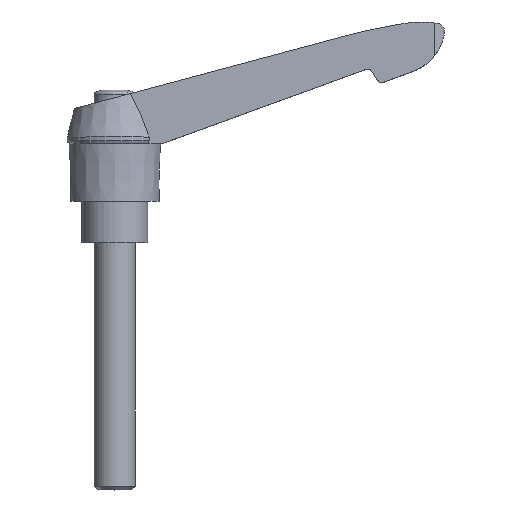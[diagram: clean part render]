
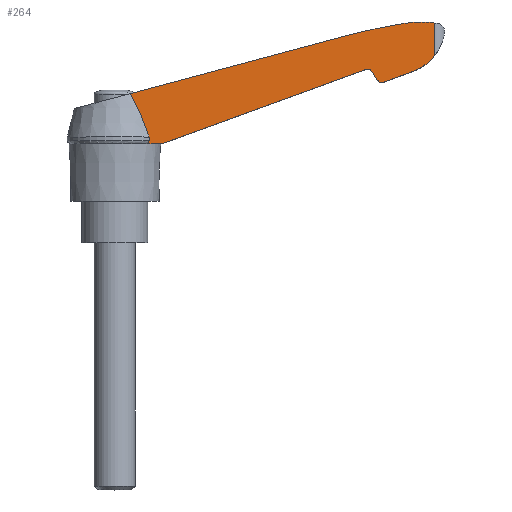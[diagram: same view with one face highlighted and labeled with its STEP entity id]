
A CAD part, top view. The second image highlights one B-rep face of the part: STEP entity #264.
In plain terms, the highlighted planar face has unit normal (0.034, 0, 0.999).
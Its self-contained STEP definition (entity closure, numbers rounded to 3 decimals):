
#264 = ADVANCED_FACE( '', ( #534 ), #535, .F. );
#534 = FACE_OUTER_BOUND( '', #803, .T. );
#535 = PLANE( '', #804 );
#803 = EDGE_LOOP( '', ( #1549, #1550, #1551, #1552, #1553, #1554, #1555, #1556, #1557, #1558, #1559, #1560, #1561, #1562, #1563 ) );
#804 = AXIS2_PLACEMENT_3D( '', #1564, #1565, #1566 );
#1549 = ORIENTED_EDGE( '', *, *, #1702, .F. );
#1550 = ORIENTED_EDGE( '', *, *, #1712, .T. );
#1551 = ORIENTED_EDGE( '', *, *, #1833, .F. );
#1552 = ORIENTED_EDGE( '', *, *, #1675, .F. );
#1553 = ORIENTED_EDGE( '', *, *, #1804, .T. );
#1554 = ORIENTED_EDGE( '', *, *, #1894, .F. );
#1555 = ORIENTED_EDGE( '', *, *, #1800, .F. );
#1556 = ORIENTED_EDGE( '', *, *, #1728, .F. );
#1557 = ORIENTED_EDGE( '', *, *, #1757, .F. );
#1558 = ORIENTED_EDGE( '', *, *, #1660, .F. );
#1559 = ORIENTED_EDGE( '', *, *, #1884, .F. );
#1560 = ORIENTED_EDGE( '', *, *, #1808, .F. );
#1561 = ORIENTED_EDGE( '', *, *, #1900, .F. );
#1562 = ORIENTED_EDGE( '', *, *, #1771, .F. );
#1563 = ORIENTED_EDGE( '', *, *, #1699, .F. );
#1564 = CARTESIAN_POINT( '', ( 0., 58.5, 8.22 ) );
#1565 = DIRECTION( '', ( -0.034, 0., -0.999 ) );
#1566 = DIRECTION( '', ( -0.999, 0., 0.034 ) );
#1660 = EDGE_CURVE( '', #2012, #2014, #2015, .T. );
#1675 = EDGE_CURVE( '', #2038, #2040, #2041, .T. );
#1699 = EDGE_CURVE( '', #2079, #2077, #2081, .T. );
#1702 = EDGE_CURVE( '', #2083, #2079, #2085, .T. );
#1712 = EDGE_CURVE( '', #2083, #2101, #2102, .T. );
#1728 = EDGE_CURVE( '', #2125, #2109, #2127, .T. );
#1757 = EDGE_CURVE( '', #2014, #2125, #2169, .T. );
#1771 = EDGE_CURVE( '', #2077, #2188, #2189, .T. );
#1800 = EDGE_CURVE( '', #2109, #2223, #2229, .T. );
#1804 = EDGE_CURVE( '', #2038, #2233, #2235, .T. );
#1808 = EDGE_CURVE( '', #2239, #2237, #2241, .T. );
#1833 = EDGE_CURVE( '', #2040, #2101, #2273, .T. );
#1884 = EDGE_CURVE( '', #2237, #2012, #2338, .T. );
#1894 = EDGE_CURVE( '', #2223, #2233, #2348, .T. );
#1900 = EDGE_CURVE( '', #2188, #2239, #2354, .T. );
#2012 = VERTEX_POINT( '', #2523 );
#2014 = VERTEX_POINT( '', #2528 );
#2015 = LINE( '', #2529, #2530 );
#2038 = VERTEX_POINT( '', #2580 );
#2040 = VERTEX_POINT( '', #2583 );
#2041 = LINE( '', #2584, #2585 );
#2077 = VERTEX_POINT( '', #2634 );
#2079 = VERTEX_POINT( '', #2636 );
#2081 = B_SPLINE_CURVE_WITH_KNOTS( '', 3, ( #2638, #2639, #2640, #2641, #2642, #2643, #2644, #2645, #2646, #2647 ), .UNSPECIFIED., .F., .F., ( 4, 2, 2, 2, 4 ), ( 0., 0.006, 0.009, 0.01, 0.012 ), .UNSPECIFIED. );
#2083 = VERTEX_POINT( '', #2649 );
#2085 = LINE( '', #2651, #2652 );
#2101 = VERTEX_POINT( '', #2672 );
#2102 = B_SPLINE_CURVE_WITH_KNOTS( '', 3, ( #2673, #2674, #2675, #2676, #2677, #2678 ), .UNSPECIFIED., .F., .F., ( 4, 2, 4 ), ( 0., 0., 0.001 ), .UNSPECIFIED. );
#2109 = VERTEX_POINT( '', #2695 );
#2125 = VERTEX_POINT( '', #2717 );
#2127 = LINE( '', #2720, #2721 );
#2169 = ELLIPSE( '', #2799, 12.007, 12. );
#2188 = VERTEX_POINT( '', #2837 );
#2189 = LINE( '', #2838, #2839 );
#2223 = VERTEX_POINT( '', #2903 );
#2229 = ELLIPSE( '', #2913, 1.201, 1.2 );
#2233 = VERTEX_POINT( '', #2917 );
#2235 = ELLIPSE( '', #2920, 0.8, 0.8 );
#2237 = VERTEX_POINT( '', #2922 );
#2239 = VERTEX_POINT( '', #2925 );
#2241 = ELLIPSE( '', #2928, 30.017, 30. );
#2273 = LINE( '', #2969, #2970 );
#2338 = ELLIPSE( '', #3059, 36.021, 36. );
#2348 = LINE( '', #3073, #3074 );
#2354 = ELLIPSE( '', #3081, 157.091, 157. );
#2523 = CARTESIAN_POINT( '', ( 77.585, 53.244, 5.582 ) );
#2528 = CARTESIAN_POINT( '', ( 77.585, 45.336, 5.582 ) );
#2529 = CARTESIAN_POINT( '', ( 77.585, 58.5, 5.582 ) );
#2530 = VECTOR( '', #3172, 1000. );
#2580 = CARTESIAN_POINT( '', ( 61.169, 42.042, 6.14 ) );
#2583 = CARTESIAN_POINT( '', ( 11.6, 24., 7.825 ) );
#2584 = CARTESIAN_POINT( '', ( 11.49, 23.96, 7.829 ) );
#2585 = VECTOR( '', #3185, 1000. );
#2634 = CARTESIAN_POINT( '', ( 3.725, 36.121, 8.093 ) );
#2636 = CARTESIAN_POINT( '', ( 8.322, 25.6, 7.937 ) );
#2638 = CARTESIAN_POINT( '', ( 8.322, 25.6, 7.937 ) );
#2639 = CARTESIAN_POINT( '', ( 7.686, 27.409, 7.958 ) );
#2640 = CARTESIAN_POINT( '', ( 7.019, 29.207, 7.981 ) );
#2641 = CARTESIAN_POINT( '', ( 5.912, 31.861, 8.019 ) );
#2642 = CARTESIAN_POINT( '', ( 5.526, 32.738, 8.032 ) );
#2643 = CARTESIAN_POINT( '', ( 4.898, 34.032, 8.053 ) );
#2644 = CARTESIAN_POINT( '', ( 4.68, 34.459, 8.06 ) );
#2645 = CARTESIAN_POINT( '', ( 4.223, 35.301, 8.076 ) );
#2646 = CARTESIAN_POINT( '', ( 3.982, 35.717, 8.084 ) );
#2647 = CARTESIAN_POINT( '', ( 3.725, 36.121, 8.093 ) );
#2649 = CARTESIAN_POINT( '', ( 8.322, 24.664, 7.937 ) );
#2651 = CARTESIAN_POINT( '', ( 8.322, 72.299, 7.937 ) );
#2652 = VECTOR( '', #3220, 1000. );
#2672 = CARTESIAN_POINT( '', ( 7.764, 24., 7.956 ) );
#2673 = CARTESIAN_POINT( '', ( 8.322, 24.664, 7.937 ) );
#2674 = CARTESIAN_POINT( '', ( 8.276, 24.522, 7.938 ) );
#2675 = CARTESIAN_POINT( '', ( 8.2, 24.396, 7.941 ) );
#2676 = CARTESIAN_POINT( '', ( 8.005, 24.172, 7.947 ) );
#2677 = CARTESIAN_POINT( '', ( 7.89, 24.079, 7.951 ) );
#2678 = CARTESIAN_POINT( '', ( 7.764, 24., 7.956 ) );
#2695 = CARTESIAN_POINT( '', ( 65.173, 38.89, 6.004 ) );
#2717 = CARTESIAN_POINT( '', ( 73., 41.739, 5.738 ) );
#2720 = CARTESIAN_POINT( '', ( 65.008, 38.83, 6.01 ) );
#2721 = VECTOR( '', #3254, 1000. );
#2799 = AXIS2_PLACEMENT_3D( '', #3292, #3293, #3294 );
#2837 = CARTESIAN_POINT( '', ( 56.5, 50.262, 6.299 ) );
#2838 = CARTESIAN_POINT( '', ( 56.335, 50.217, 6.304 ) );
#2839 = VECTOR( '', #3307, 1000. );
#2903 = CARTESIAN_POINT( '', ( 63.777, 39.333, 6.051 ) );
#2913 = AXIS2_PLACEMENT_3D( '', #3341, #3342, #3343 );
#2917 = CARTESIAN_POINT( '', ( 62.1, 41.746, 6.109 ) );
#2920 = AXIS2_PLACEMENT_3D( '', #3348, #3349, #3350 );
#2922 = CARTESIAN_POINT( '', ( 74.8, 53.5, 5.677 ) );
#2925 = CARTESIAN_POINT( '', ( 69.3, 53., 5.864 ) );
#2928 = AXIS2_PLACEMENT_3D( '', #3353, #3354, #3355 );
#2969 = CARTESIAN_POINT( '', ( -0.111, 24., 8.223 ) );
#2970 = VECTOR( '', #3377, 1000. );
#3059 = AXIS2_PLACEMENT_3D( '', #3426, #3427, #3428 );
#3073 = CARTESIAN_POINT( '', ( 62.04, 41.832, 6.111 ) );
#3074 = VECTOR( '', #3436, 1000. );
#3081 = AXIS2_PLACEMENT_3D( '', #3441, #3442, #3443 );
#3172 = DIRECTION( '', ( 0., -1., 0. ) );
#3185 = DIRECTION( '', ( -0.939, -0.342, 0.032 ) );
#3220 = DIRECTION( '', ( 0., 1., 0. ) );
#3254 = DIRECTION( '', ( -0.939, -0.342, 0.032 ) );
#3292 = CARTESIAN_POINT( '', ( 68.107, 52.696, 5.904 ) );
#3293 = DIRECTION( '', ( -0.034, 0., -0.999 ) );
#3294 = DIRECTION( '', ( 0.999, 0., -0.034 ) );
#3307 = DIRECTION( '', ( 0.965, 0.259, -0.033 ) );
#3341 = CARTESIAN_POINT( '', ( 64.762, 40.018, 6.018 ) );
#3342 = DIRECTION( '', ( -0.034, 0., -0.999 ) );
#3343 = DIRECTION( '', ( 0.999, 0., -0.034 ) );
#3348 = CARTESIAN_POINT( '', ( 61.443, 41.29, 6.131 ) );
#3349 = DIRECTION( '', ( -0.034, 0., -0.999 ) );
#3350 = DIRECTION( '', ( 0.999, 0., -0.034 ) );
#3353 = CARTESIAN_POINT( '', ( 74.755, 23.5, 5.678 ) );
#3354 = DIRECTION( '', ( -0.034, 0., -0.999 ) );
#3355 = DIRECTION( '', ( 0.999, 0., -0.034 ) );
#3377 = DIRECTION( '', ( -0.999, 0., 0.034 ) );
#3426 = CARTESIAN_POINT( '', ( 72.905, 17.55, 5.741 ) );
#3427 = DIRECTION( '', ( -0.034, 0., -0.999 ) );
#3428 = DIRECTION( '', ( 0.999, 0., -0.034 ) );
#3436 = DIRECTION( '', ( -0.571, 0.821, 0.019 ) );
#3441 = CARTESIAN_POINT( '', ( 95.717, -101.762, 4.966 ) );
#3442 = DIRECTION( '', ( -0.034, 0., -0.999 ) );
#3443 = DIRECTION( '', ( 0.999, 0., -0.034 ) );
